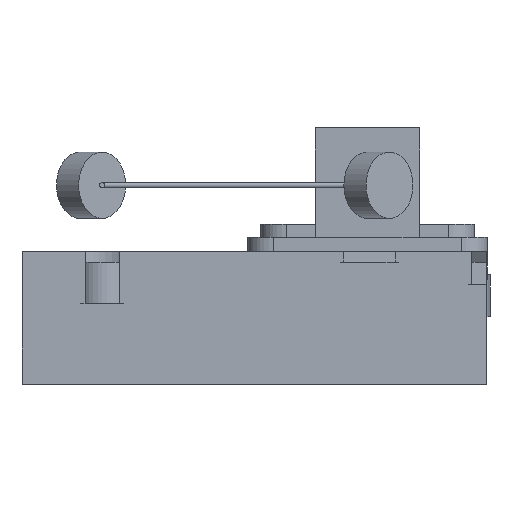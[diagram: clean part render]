
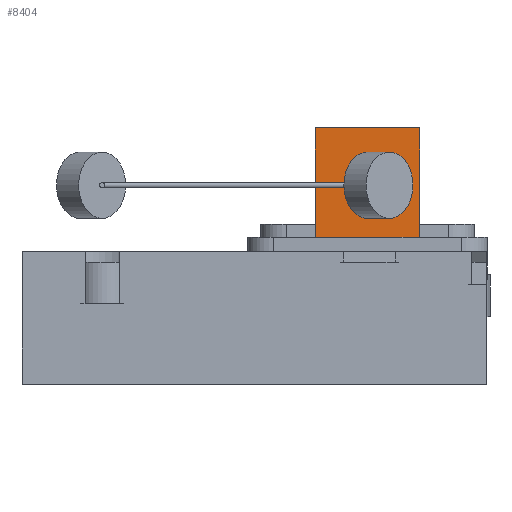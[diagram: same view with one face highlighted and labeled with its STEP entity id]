
A CAD part, left-side view. The second image highlights one B-rep face of the part: STEP entity #8404.
In plain terms, the highlighted planar face has unit normal (-1, 0, 0).
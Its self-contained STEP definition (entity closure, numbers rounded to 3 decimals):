
#8404 = ADVANCED_FACE('',(#8405),#8419,.F.);
#8405 = FACE_BOUND('',#8406,.F.);
#8406 = EDGE_LOOP('',(#8407,#8442,#8470,#8498));
#8407 = ORIENTED_EDGE('',*,*,#8408,.F.);
#8408 = EDGE_CURVE('',#8409,#8411,#8413,.T.);
#8409 = VERTEX_POINT('',#8410);
#8410 = CARTESIAN_POINT('',(0.,-10.,-11.));
#8411 = VERTEX_POINT('',#8412);
#8412 = CARTESIAN_POINT('',(0.,-10.,11.));
#8413 = SURFACE_CURVE('',#8414,(#8418,#8430),.PCURVE_S1.);
#8414 = LINE('',#8415,#8416);
#8415 = CARTESIAN_POINT('',(0.,-10.,-11.));
#8416 = VECTOR('',#8417,1.);
#8417 = DIRECTION('',(0.,0.,1.));
#8418 = PCURVE('',#8419,#8424);
#8419 = PLANE('',#8420);
#8420 = AXIS2_PLACEMENT_3D('',#8421,#8422,#8423);
#8421 = CARTESIAN_POINT('',(0.,-10.,-11.));
#8422 = DIRECTION('',(1.,0.,-0.));
#8423 = DIRECTION('',(0.,0.,1.));
#8424 = DEFINITIONAL_REPRESENTATION('',(#8425),#8429);
#8425 = LINE('',#8426,#8427);
#8426 = CARTESIAN_POINT('',(0.,0.));
#8427 = VECTOR('',#8428,1.);
#8428 = DIRECTION('',(1.,0.));
#8429 = ( GEOMETRIC_REPRESENTATION_CONTEXT(2) 
PARAMETRIC_REPRESENTATION_CONTEXT() REPRESENTATION_CONTEXT('2D SPACE',''
  ) );
#8430 = PCURVE('',#8431,#8436);
#8431 = PLANE('',#8432);
#8432 = AXIS2_PLACEMENT_3D('',#8433,#8434,#8435);
#8433 = CARTESIAN_POINT('',(0.,-10.,-11.));
#8434 = DIRECTION('',(-0.,1.,0.));
#8435 = DIRECTION('',(0.,0.,1.));
#8436 = DEFINITIONAL_REPRESENTATION('',(#8437),#8441);
#8437 = LINE('',#8438,#8439);
#8438 = CARTESIAN_POINT('',(0.,0.));
#8439 = VECTOR('',#8440,1.);
#8440 = DIRECTION('',(1.,0.));
#8441 = ( GEOMETRIC_REPRESENTATION_CONTEXT(2) 
PARAMETRIC_REPRESENTATION_CONTEXT() REPRESENTATION_CONTEXT('2D SPACE',''
  ) );
#8442 = ORIENTED_EDGE('',*,*,#8443,.T.);
#8443 = EDGE_CURVE('',#8409,#8444,#8446,.T.);
#8444 = VERTEX_POINT('',#8445);
#8445 = CARTESIAN_POINT('',(0.,10.,-11.));
#8446 = SURFACE_CURVE('',#8447,(#8451,#8458),.PCURVE_S1.);
#8447 = LINE('',#8448,#8449);
#8448 = CARTESIAN_POINT('',(0.,-10.,-11.));
#8449 = VECTOR('',#8450,1.);
#8450 = DIRECTION('',(-0.,1.,0.));
#8451 = PCURVE('',#8419,#8452);
#8452 = DEFINITIONAL_REPRESENTATION('',(#8453),#8457);
#8453 = LINE('',#8454,#8455);
#8454 = CARTESIAN_POINT('',(0.,0.));
#8455 = VECTOR('',#8456,1.);
#8456 = DIRECTION('',(0.,-1.));
#8457 = ( GEOMETRIC_REPRESENTATION_CONTEXT(2) 
PARAMETRIC_REPRESENTATION_CONTEXT() REPRESENTATION_CONTEXT('2D SPACE',''
  ) );
#8458 = PCURVE('',#8459,#8464);
#8459 = PLANE('',#8460);
#8460 = AXIS2_PLACEMENT_3D('',#8461,#8462,#8463);
#8461 = CARTESIAN_POINT('',(0.,-10.,-11.));
#8462 = DIRECTION('',(0.,0.,1.));
#8463 = DIRECTION('',(1.,0.,-0.));
#8464 = DEFINITIONAL_REPRESENTATION('',(#8465),#8469);
#8465 = LINE('',#8466,#8467);
#8466 = CARTESIAN_POINT('',(0.,0.));
#8467 = VECTOR('',#8468,1.);
#8468 = DIRECTION('',(0.,1.));
#8469 = ( GEOMETRIC_REPRESENTATION_CONTEXT(2) 
PARAMETRIC_REPRESENTATION_CONTEXT() REPRESENTATION_CONTEXT('2D SPACE',''
  ) );
#8470 = ORIENTED_EDGE('',*,*,#8471,.T.);
#8471 = EDGE_CURVE('',#8444,#8472,#8474,.T.);
#8472 = VERTEX_POINT('',#8473);
#8473 = CARTESIAN_POINT('',(0.,10.,11.));
#8474 = SURFACE_CURVE('',#8475,(#8479,#8486),.PCURVE_S1.);
#8475 = LINE('',#8476,#8477);
#8476 = CARTESIAN_POINT('',(0.,10.,-11.));
#8477 = VECTOR('',#8478,1.);
#8478 = DIRECTION('',(0.,0.,1.));
#8479 = PCURVE('',#8419,#8480);
#8480 = DEFINITIONAL_REPRESENTATION('',(#8481),#8485);
#8481 = LINE('',#8482,#8483);
#8482 = CARTESIAN_POINT('',(0.,-20.));
#8483 = VECTOR('',#8484,1.);
#8484 = DIRECTION('',(1.,0.));
#8485 = ( GEOMETRIC_REPRESENTATION_CONTEXT(2) 
PARAMETRIC_REPRESENTATION_CONTEXT() REPRESENTATION_CONTEXT('2D SPACE',''
  ) );
#8486 = PCURVE('',#8487,#8492);
#8487 = PLANE('',#8488);
#8488 = AXIS2_PLACEMENT_3D('',#8489,#8490,#8491);
#8489 = CARTESIAN_POINT('',(0.,10.,-11.));
#8490 = DIRECTION('',(-0.,1.,0.));
#8491 = DIRECTION('',(0.,0.,1.));
#8492 = DEFINITIONAL_REPRESENTATION('',(#8493),#8497);
#8493 = LINE('',#8494,#8495);
#8494 = CARTESIAN_POINT('',(0.,0.));
#8495 = VECTOR('',#8496,1.);
#8496 = DIRECTION('',(1.,0.));
#8497 = ( GEOMETRIC_REPRESENTATION_CONTEXT(2) 
PARAMETRIC_REPRESENTATION_CONTEXT() REPRESENTATION_CONTEXT('2D SPACE',''
  ) );
#8498 = ORIENTED_EDGE('',*,*,#8499,.F.);
#8499 = EDGE_CURVE('',#8411,#8472,#8500,.T.);
#8500 = SURFACE_CURVE('',#8501,(#8505,#8512),.PCURVE_S1.);
#8501 = LINE('',#8502,#8503);
#8502 = CARTESIAN_POINT('',(0.,-10.,11.));
#8503 = VECTOR('',#8504,1.);
#8504 = DIRECTION('',(-0.,1.,0.));
#8505 = PCURVE('',#8419,#8506);
#8506 = DEFINITIONAL_REPRESENTATION('',(#8507),#8511);
#8507 = LINE('',#8508,#8509);
#8508 = CARTESIAN_POINT('',(22.,0.));
#8509 = VECTOR('',#8510,1.);
#8510 = DIRECTION('',(0.,-1.));
#8511 = ( GEOMETRIC_REPRESENTATION_CONTEXT(2) 
PARAMETRIC_REPRESENTATION_CONTEXT() REPRESENTATION_CONTEXT('2D SPACE',''
  ) );
#8512 = PCURVE('',#8513,#8518);
#8513 = PLANE('',#8514);
#8514 = AXIS2_PLACEMENT_3D('',#8515,#8516,#8517);
#8515 = CARTESIAN_POINT('',(0.,-10.,11.));
#8516 = DIRECTION('',(0.,0.,1.));
#8517 = DIRECTION('',(1.,0.,-0.));
#8518 = DEFINITIONAL_REPRESENTATION('',(#8519),#8523);
#8519 = LINE('',#8520,#8521);
#8520 = CARTESIAN_POINT('',(0.,0.));
#8521 = VECTOR('',#8522,1.);
#8522 = DIRECTION('',(0.,1.));
#8523 = ( GEOMETRIC_REPRESENTATION_CONTEXT(2) 
PARAMETRIC_REPRESENTATION_CONTEXT() REPRESENTATION_CONTEXT('2D SPACE',''
  ) );
